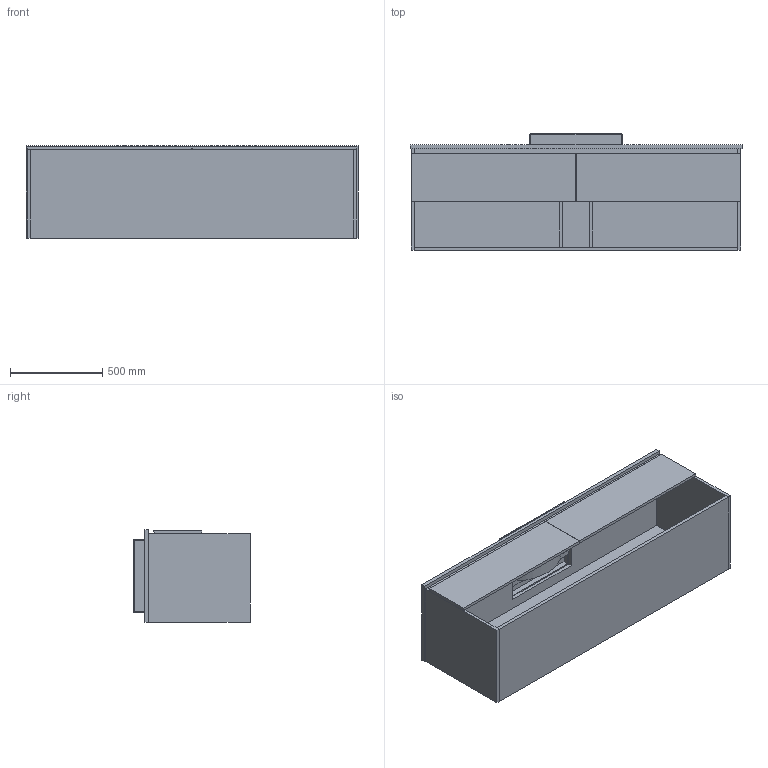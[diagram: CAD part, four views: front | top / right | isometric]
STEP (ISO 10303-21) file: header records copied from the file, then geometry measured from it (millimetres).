
FILE_DESCRIPTION (( 'STEP AP214' ), '1' );
FILE_NAME ('Shelf Benchtop 1800 ASSEM.STEP', '2019-03-08T00:15:11', ( '' ), ( '' ), 'SwSTEP 2.0', 'SolidWorks 2015', '' );
FILE_SCHEMA (( 'AUTOMOTIVE_DESIGN' ));
Length unit declared in the file: millimetre
Products named in the file (7): 1800 semi inset top; Posh Solus Semi-Inset Basin ASSEM; CERAMIC OVERFLOW COVER; Posh Solus Semi-Inset Basin; Shelf Benchtop 1800 ASSEM; Shelf Benchtop 1800; 1800 semi inset top ASSEM
Assembly tree (6 placements, depth 4):
  Shelf Benchtop 1800 ASSEM
    Shelf Benchtop 1800
    1800 semi inset top ASSEM
      1800 semi inset top
      Posh Solus Semi-Inset Basin ASSEM
        Posh Solus Semi-Inset Basin
        CERAMIC OVERFLOW COVER
Bounding box: 1800 x 630 x 500 mm (x, y, z)
Volume: 68851402.8 mm3; surface area: 8456557.5 mm2
Topology: 9 solids, 9 shells, 159 faces, 373 edges, 233 vertices
Faces by surface type: plane 112, cylinder 26, torus 8, bspline 7, sphere 6
Entity records: 5605 total; most frequent: CARTESIAN_POINT 1493, DIRECTION 760, ORIENTED_EDGE 738, EDGE_CURVE 369, VECTOR 260, LINE 260, AXIS2_PLACEMENT_3D 250, VERTEX_POINT 233
